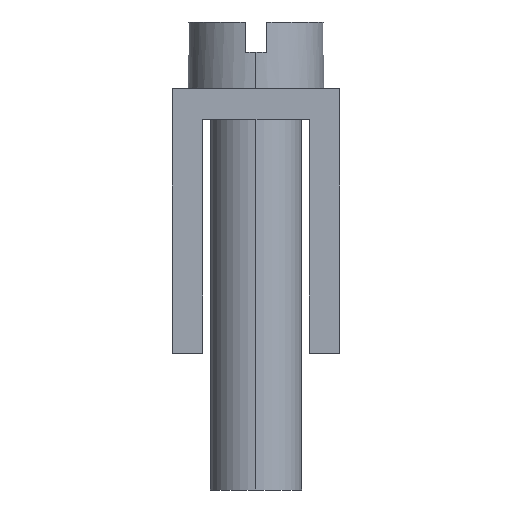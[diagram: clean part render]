
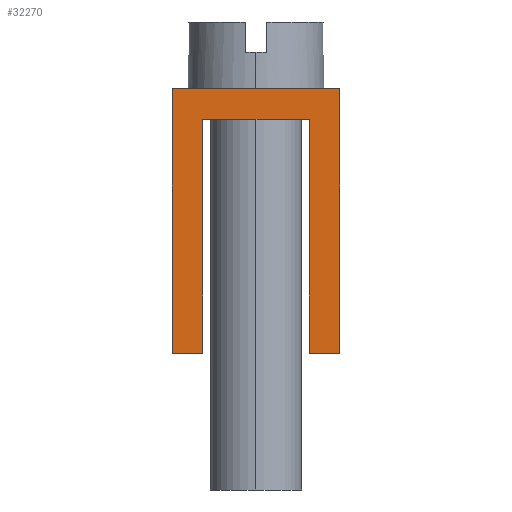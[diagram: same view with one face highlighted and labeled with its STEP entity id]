
A CAD part, left-side view. The second image highlights one B-rep face of the part: STEP entity #32270.
In plain terms, the highlighted face is planar.
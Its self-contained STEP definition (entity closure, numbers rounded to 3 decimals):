
#15380=CARTESIAN_POINT('',(44.429,-17.728,-58.975));
#15390=VERTEX_POINT('',#15380);
#15420=CARTESIAN_POINT('',(18.812,-17.728,-58.975));
#15430=DIRECTION('',(-1.,0.,0.));
#15440=VECTOR('',#15430,1.);
#15450=LINE('',#15420,#15440);
#15460=CARTESIAN_POINT('',(49.929,-17.728,-58.975));
#15470=VERTEX_POINT('',#15460);
#15480=EDGE_CURVE('',#15470,#15390,#15450,.T.);
#17720=CARTESIAN_POINT('',(48.929,-18.728,-58.975));
#17730=VERTEX_POINT('',#17720);
#17760=CARTESIAN_POINT('',(18.812,-18.728,-58.975));
#17770=DIRECTION('',(1.,0.,0.));
#17780=VECTOR('',#17770,1.);
#17790=LINE('',#17760,#17780);
#17800=CARTESIAN_POINT('',(45.429,-18.728,-58.975));
#17810=VERTEX_POINT('',#17800);
#17820=EDGE_CURVE('',#17810,#17730,#17790,.T.);
#30780=CARTESIAN_POINT('',(48.929,-26.428,-58.975));
#30790=VERTEX_POINT('',#30780);
#30820=CARTESIAN_POINT('',(48.929,-18.228,-58.975));
#30830=DIRECTION('',(0.,-1.,0.));
#30840=VECTOR('',#30830,1.);
#30850=LINE('',#30820,#30840);
#30860=EDGE_CURVE('',#17730,#30790,#30850,.T.);
#31090=CARTESIAN_POINT('',(49.929,-26.428,-58.975));
#31100=VERTEX_POINT('',#31090);
#31130=CARTESIAN_POINT('',(18.812,-26.428,-58.975));
#31140=DIRECTION('',(1.,0.,0.));
#31150=VECTOR('',#31140,1.);
#31160=LINE('',#31130,#31150);
#31170=EDGE_CURVE('',#30790,#31100,#31160,.T.);
#31420=CARTESIAN_POINT('',(49.929,-18.228,-58.975));
#31430=DIRECTION('',(0.,1.,0.));
#31440=VECTOR('',#31430,1.);
#31450=LINE('',#31420,#31440);
#31460=EDGE_CURVE('',#31100,#15470,#31450,.T.);
#31930=CARTESIAN_POINT('',(50.293,-27.302,-58.975));
#31940=DIRECTION('',(0.,0.,1.));
#31950=DIRECTION('',(-1.,0.,0.));
#31960=AXIS2_PLACEMENT_3D('',#31930,#31940,#31950);
#31970=PLANE('',#31960);
#31980=ORIENTED_EDGE('',*,*,#17820,.F.);
#31990=ORIENTED_EDGE('',*,*,#30860,.F.);
#32000=ORIENTED_EDGE('',*,*,#31170,.F.);
#32010=ORIENTED_EDGE('',*,*,#31460,.F.);
#32020=ORIENTED_EDGE('',*,*,#15480,.F.);
#32030=CARTESIAN_POINT('',(44.429,-18.228,-58.975));
#32040=DIRECTION('',(0.,-1.,0.));
#32050=VECTOR('',#32040,1.);
#32060=LINE('',#32030,#32050);
#32070=CARTESIAN_POINT('',(44.429,-26.428,-58.975));
#32080=VERTEX_POINT('',#32070);
#32090=EDGE_CURVE('',#15390,#32080,#32060,.T.);
#32100=ORIENTED_EDGE('',*,*,#32090,.F.);
#32110=CARTESIAN_POINT('',(18.812,-26.428,-58.975));
#32120=DIRECTION('',(1.,0.,0.));
#32130=VECTOR('',#32120,1.);
#32140=LINE('',#32110,#32130);
#32150=CARTESIAN_POINT('',(45.429,-26.428,-58.975));
#32160=VERTEX_POINT('',#32150);
#32170=EDGE_CURVE('',#32080,#32160,#32140,.T.);
#32180=ORIENTED_EDGE('',*,*,#32170,.F.);
#32190=CARTESIAN_POINT('',(45.429,-18.228,-58.975));
#32200=DIRECTION('',(0.,1.,0.));
#32210=VECTOR('',#32200,1.);
#32220=LINE('',#32190,#32210);
#32230=EDGE_CURVE('',#32160,#17810,#32220,.T.);
#32240=ORIENTED_EDGE('',*,*,#32230,.F.);
#32250=EDGE_LOOP('',(#32240,#32180,#32100,#32020,#32010,#32000,#31990,
#31980));
#32260=FACE_OUTER_BOUND('',#32250,.T.);
#32270=ADVANCED_FACE('',(#32260),#31970,.F.);
